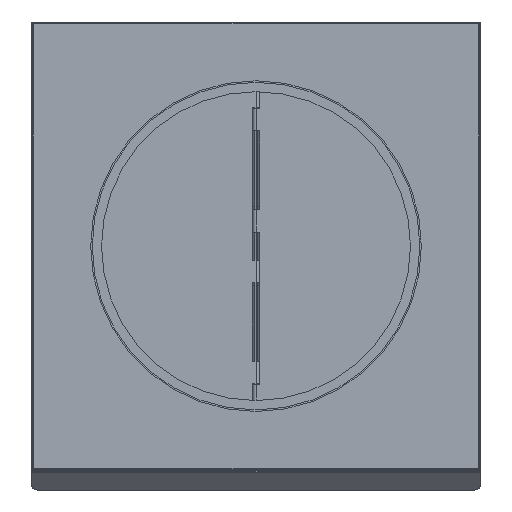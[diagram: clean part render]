
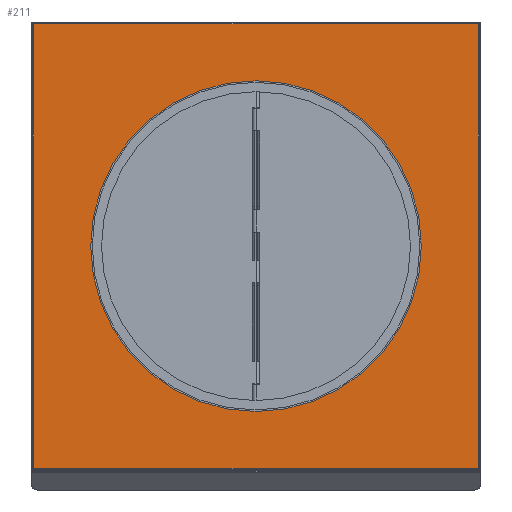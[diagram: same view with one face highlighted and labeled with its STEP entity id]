
A CAD part, left-side view. The second image highlights one B-rep face of the part: STEP entity #211.
In plain terms, the highlighted planar face has unit normal (-1, 0, 0).
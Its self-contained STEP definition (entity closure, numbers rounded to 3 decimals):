
#211=ADVANCED_FACE('',(#551,#552),#553,.T.);
#551=FACE_BOUND('',#986,.T.);
#552=FACE_OUTER_BOUND('',#987,.T.);
#553=PLANE('',#988);
#986=EDGE_LOOP('',(#2265,#2266));
#987=EDGE_LOOP('',(#2267,#2268,#2269,#2270));
#988=AXIS2_PLACEMENT_3D('',#2271,#2272,#2273);
#2265=ORIENTED_EDGE('',*,*,#3133,.T.);
#2266=ORIENTED_EDGE('',*,*,#3139,.T.);
#2267=ORIENTED_EDGE('',*,*,#3327,.F.);
#2268=ORIENTED_EDGE('',*,*,#3329,.F.);
#2269=ORIENTED_EDGE('',*,*,#3330,.F.);
#2270=ORIENTED_EDGE('',*,*,#2973,.F.);
#2271=CARTESIAN_POINT('',(141.0,118.975,-118.975));
#2272=DIRECTION('',(-1.0,0.,0.));
#2273=DIRECTION('',(0.,0.0,-1.0));
#2973=EDGE_CURVE('',#3682,#3684,#3685,.T.);
#3133=EDGE_CURVE('',#3986,#3990,#3992,.T.);
#3139=EDGE_CURVE('',#3990,#3986,#4001,.T.);
#3327=EDGE_CURVE('',#4262,#3682,#4264,.T.);
#3329=EDGE_CURVE('',#4265,#4262,#4267,.T.);
#3330=EDGE_CURVE('',#3684,#4265,#4268,.T.);
#3682=VERTEX_POINT('',#4662);
#3684=VERTEX_POINT('',#4664);
#3685=LINE('',#4665,#4666);
#3986=VERTEX_POINT('',#5081);
#3990=VERTEX_POINT('',#5086);
#3992=CIRCLE('',#5089,88.5);
#4001=CIRCLE('',#5135,88.5);
#4262=VERTEX_POINT('',#5518);
#4264=LINE('',#5520,#5521);
#4265=VERTEX_POINT('',#5522);
#4267=LINE('',#5524,#5525);
#4268=LINE('',#5526,#5527);
#4662=CARTESIAN_POINT('',(141.0,-118.985,-118.985));
#4664=CARTESIAN_POINT('',(141.0,118.985,-118.985));
#4665=CARTESIAN_POINT('',(141.0,118.975,-118.985));
#4666=VECTOR('',#6234,1.263);
#5081=CARTESIAN_POINT('',(141.0,88.5,0.));
#5086=CARTESIAN_POINT('',(141.0,-88.5,0.));
#5089=AXIS2_PLACEMENT_3D('',#6541,#6542,#6543);
#5135=AXIS2_PLACEMENT_3D('',#6546,#6547,#6548);
#5518=CARTESIAN_POINT('',(141.0,-118.985,118.985));
#5520=CARTESIAN_POINT('',(141.0,-118.985,-118.975));
#5521=VECTOR('',#6866,1.263);
#5522=CARTESIAN_POINT('',(141.0,118.985,118.985));
#5524=CARTESIAN_POINT('',(141.0,0.,118.985));
#5525=VECTOR('',#6870,1.263);
#5526=CARTESIAN_POINT('',(141.0,118.985,-118.975));
#5527=VECTOR('',#6871,1.263);
#6234=DIRECTION('',(0.,1.0,0.));
#6541=CARTESIAN_POINT('',(141.0,0.,0.));
#6542=DIRECTION('',(1.0,0.,0.));
#6543=DIRECTION('',(0.,1.0,0.));
#6546=CARTESIAN_POINT('',(141.0,0.,0.));
#6547=DIRECTION('',(1.0,0.,0.));
#6548=DIRECTION('',(0.,1.0,0.));
#6866=DIRECTION('',(0.,0.,-1.0));
#6870=DIRECTION('',(0.,-1.0,0.));
#6871=DIRECTION('',(0.,0.,1.0));
